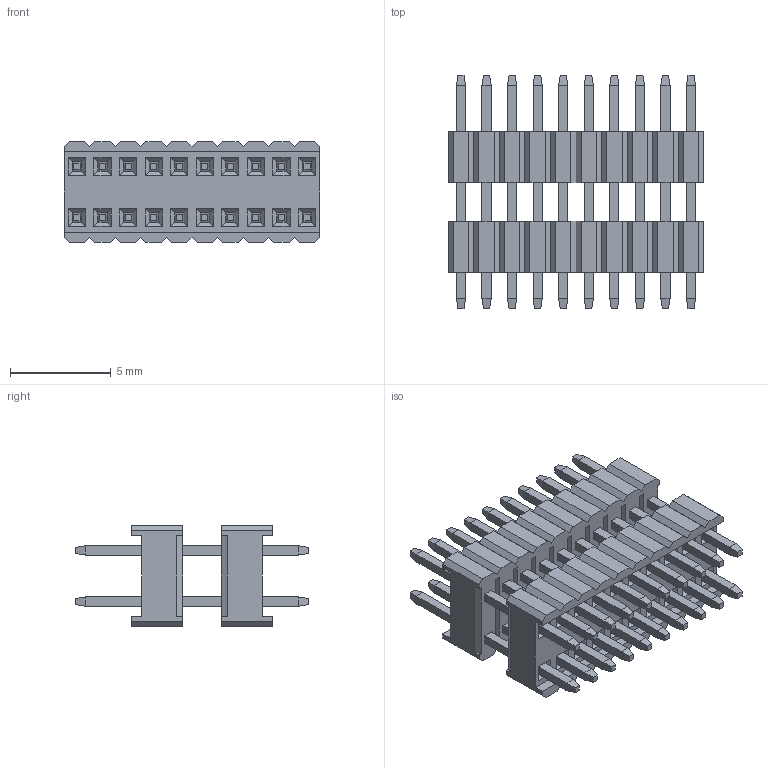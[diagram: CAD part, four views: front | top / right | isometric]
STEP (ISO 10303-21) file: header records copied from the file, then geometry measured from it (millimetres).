
FILE_DESCRIPTION( ('This file contains a STEP AP42 implementation' ,'as created by ZW3D STEP Interface translator.') ,'2;1' );
FILE_NAME( '1425-2210XXS116XXXX（反向）.stp' ,'23 320. 912 9', (''), ('ZWCAD Software Co.'), 'Version 1.0', 'ZW3D to STEP translator', '' );
FILE_SCHEMA(('AUTOMOTIVE_DESIGN { 1 0 10303 214 1 1 1 1 }'));
Length unit declared in the file: millimetre
Products named in the file (2): 0; 1425-2210XXS116XXXX
Bounding box: 12.7 x 11.6 x 5 mm (x, y, z)
Volume: 290.5 mm3; surface area: 1040.6 mm2
Topology: 22 solids, 22 shells, 820 faces, 1954 edges, 1196 vertices
Faces by surface type: plane 820
Entity records: 23733 total; most frequent: CARTESIAN_POINT 3971, ORIENTED_EDGE 3908, DIRECTION 3596, VECTOR 1954, LINE 1954, EDGE_CURVE 1954, VERTEX_POINT 1196, EDGE_LOOP 918
